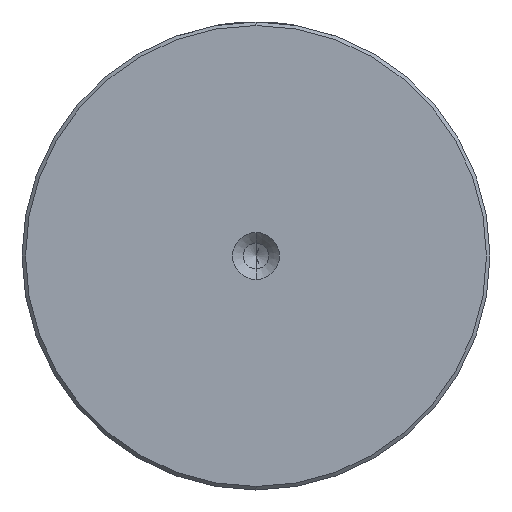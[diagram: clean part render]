
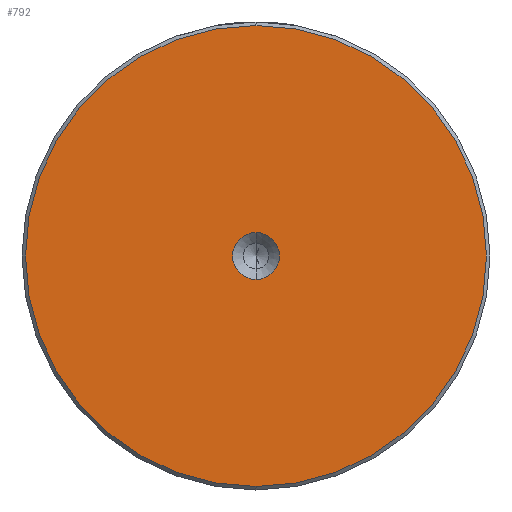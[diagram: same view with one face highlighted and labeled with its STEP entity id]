
A CAD part, left-side view. The second image highlights one B-rep face of the part: STEP entity #792.
In plain terms, the highlighted planar face has unit normal (-1, 0, 0).
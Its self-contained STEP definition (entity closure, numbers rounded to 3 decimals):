
#37 = EDGE_CURVE ( 'NONE', #1473, #488, #1689, .T. ) ;
#45 = AXIS2_PLACEMENT_3D ( 'NONE', #1170, #2504, #1360 ) ;
#98 = DIRECTION ( 'NONE',  ( -1., 0., 0. ) ) ;
#227 = CIRCLE ( 'NONE', #45, 3.3 ) ;
#266 = AXIS2_PLACEMENT_3D ( 'NONE', #439, #1795, #644 ) ;
#334 = CIRCLE ( 'NONE', #1472, 3.3 ) ;
#353 = CIRCLE ( 'NONE', #266, 32.5 ) ;
#439 = CARTESIAN_POINT ( 'NONE',  ( 0., 0., 0. ) ) ;
#488 = VERTEX_POINT ( 'NONE', #1518 ) ;
#504 = FACE_BOUND ( 'NONE', #1560, .T. ) ;
#644 = DIRECTION ( 'NONE',  ( 0., 0., 1. ) ) ;
#695 = AXIS2_PLACEMENT_3D ( 'NONE', #1292, #98, #1471 ) ;
#765 = DIRECTION ( 'NONE',  ( -1., 0., 0. ) ) ;
#792 = ADVANCED_FACE ( 'NONE', ( #983, #504 ), #1081, .T. ) ;
#809 = ORIENTED_EDGE ( 'NONE', *, *, #37, .T. ) ;
#928 = ORIENTED_EDGE ( 'NONE', *, *, #965, .F. ) ;
#929 = AXIS2_PLACEMENT_3D ( 'NONE', #2337, #2351, #2285 ) ;
#965 = EDGE_CURVE ( 'NONE', #1188, #1629, #334, .T. ) ;
#983 = FACE_OUTER_BOUND ( 'NONE', #2353, .T. ) ;
#1081 = PLANE ( 'NONE',  #695 ) ;
#1118 = CARTESIAN_POINT ( 'NONE',  ( 0., 0., 3.3 ) ) ;
#1170 = CARTESIAN_POINT ( 'NONE',  ( 0., 0., 0. ) ) ;
#1188 = VERTEX_POINT ( 'NONE', #1118 ) ;
#1292 = CARTESIAN_POINT ( 'NONE',  ( 0., 0., 0. ) ) ;
#1360 = DIRECTION ( 'NONE',  ( 0., 0., 1. ) ) ;
#1471 = DIRECTION ( 'NONE',  ( 0., 0., 1. ) ) ;
#1472 = AXIS2_PLACEMENT_3D ( 'NONE', #1914, #765, #2105 ) ;
#1473 = VERTEX_POINT ( 'NONE', #1763 ) ;
#1518 = CARTESIAN_POINT ( 'NONE',  ( 0., 0., -32.5 ) ) ;
#1560 = EDGE_LOOP ( 'NONE', ( #928, #2456 ) ) ;
#1619 = ORIENTED_EDGE ( 'NONE', *, *, #2305, .T. ) ;
#1629 = VERTEX_POINT ( 'NONE', #1811 ) ;
#1689 = CIRCLE ( 'NONE', #929, 32.5 ) ;
#1763 = CARTESIAN_POINT ( 'NONE',  ( 0., 0., 32.5 ) ) ;
#1795 = DIRECTION ( 'NONE',  ( -1., 0., 0. ) ) ;
#1811 = CARTESIAN_POINT ( 'NONE',  ( 0., 0., -3.3 ) ) ;
#1840 = EDGE_CURVE ( 'NONE', #1629, #1188, #227, .T. ) ;
#1914 = CARTESIAN_POINT ( 'NONE',  ( 0., 0., 0. ) ) ;
#2105 = DIRECTION ( 'NONE',  ( 0., 0., 1. ) ) ;
#2285 = DIRECTION ( 'NONE',  ( 0., 0., 1. ) ) ;
#2305 = EDGE_CURVE ( 'NONE', #488, #1473, #353, .T. ) ;
#2337 = CARTESIAN_POINT ( 'NONE',  ( 0., 0., 0. ) ) ;
#2351 = DIRECTION ( 'NONE',  ( -1., 0., 0. ) ) ;
#2353 = EDGE_LOOP ( 'NONE', ( #1619, #809 ) ) ;
#2456 = ORIENTED_EDGE ( 'NONE', *, *, #1840, .F. ) ;
#2504 = DIRECTION ( 'NONE',  ( -1., 0., 0. ) ) ;
